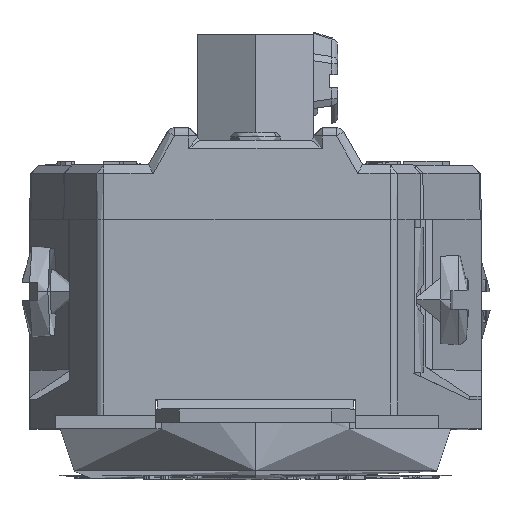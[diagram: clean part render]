
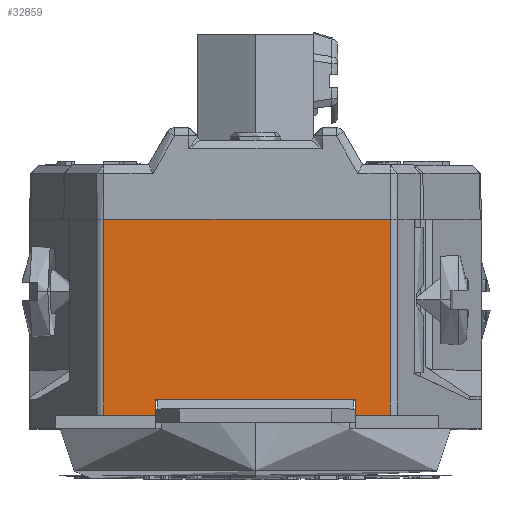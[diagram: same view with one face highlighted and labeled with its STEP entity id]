
A CAD part, top view. The second image highlights one B-rep face of the part: STEP entity #32859.
In plain terms, the highlighted planar face has unit normal (0, 0, 1).
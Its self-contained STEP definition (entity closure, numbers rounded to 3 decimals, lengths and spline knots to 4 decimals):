
#622 = DIRECTION ( 'NONE',  ( 0., 1., 0. ) ) ;
#1431 = VERTEX_POINT ( 'NONE', #15559 ) ;
#2764 = EDGE_CURVE ( 'NONE', #21829, #44422, #5073, .T. ) ;
#3215 = DIRECTION ( 'NONE',  ( 0., -1., 0. ) ) ;
#3519 = CARTESIAN_POINT ( 'NONE',  ( -3.6047, 0.6776, 2.681 ) ) ;
#3690 = EDGE_CURVE ( 'NONE', #44422, #1431, #39034, .T. ) ;
#3898 = AXIS2_PLACEMENT_3D ( 'NONE', #59100, #8287, #53776 ) ;
#5073 = LINE ( 'NONE', #15058, #14220 ) ;
#6013 = VECTOR ( 'NONE', #31309, 39.3701 ) ;
#6977 = VECTOR ( 'NONE', #3215, 39.3701 ) ;
#8287 = DIRECTION ( 'NONE',  ( 0., 0., 1. ) ) ;
#8935 = VECTOR ( 'NONE', #39541, 39.3701 ) ;
#9833 = EDGE_CURVE ( 'NONE', #1431, #19716, #44067, .T. ) ;
#10888 = VERTEX_POINT ( 'NONE', #11437 ) ;
#11062 = VECTOR ( 'NONE', #622, 39.3701 ) ;
#11437 = CARTESIAN_POINT ( 'NONE',  ( -3.3922, 0.0046, 2.681 ) ) ;
#13276 = PLANE ( 'NONE',  #3898 ) ;
#14095 = CARTESIAN_POINT ( 'NONE',  ( -2.5156, -0.1044, 2.681 ) ) ;
#14220 = VECTOR ( 'NONE', #25030, 39.3701 ) ;
#14320 = VERTEX_POINT ( 'NONE', #58922 ) ;
#15058 = CARTESIAN_POINT ( 'NONE',  ( -3.6047, -0.0544, 2.681 ) ) ;
#15559 = CARTESIAN_POINT ( 'NONE',  ( -2.5156, 0.6776, 2.681 ) ) ;
#19716 = VERTEX_POINT ( 'NONE', #21012 ) ;
#20252 = CARTESIAN_POINT ( 'NONE',  ( -2.5156, -0.0544, 2.681 ) ) ;
#20597 = CARTESIAN_POINT ( 'NONE',  ( -2.6472, -0.0544, 2.681 ) ) ;
#21012 = CARTESIAN_POINT ( 'NONE',  ( -3.5868, 0.6776, 2.681 ) ) ;
#21829 = VERTEX_POINT ( 'NONE', #20597 ) ;
#22610 = LINE ( 'NONE', #65133, #8935 ) ;
#23418 = DIRECTION ( 'NONE',  ( 0., 1., 0. ) ) ;
#24303 = CARTESIAN_POINT ( 'NONE',  ( -3.6047, -0.0544, 2.681 ) ) ;
#25030 = DIRECTION ( 'NONE',  ( 1., 0., 0. ) ) ;
#25396 = CARTESIAN_POINT ( 'NONE',  ( -3.3922, -0.0544, 2.681 ) ) ;
#29221 = FACE_OUTER_BOUND ( 'NONE', #51549, .T. ) ;
#30863 = CARTESIAN_POINT ( 'NONE',  ( -3.3922, 0.0046, 2.681 ) ) ;
#30985 = CARTESIAN_POINT ( 'NONE',  ( -3.5868, -0.1044, 2.681 ) ) ;
#31309 = DIRECTION ( 'NONE',  ( 0., -1., 0. ) ) ;
#32859 = ADVANCED_FACE ( 'NONE', ( #29221 ), #13276, .T. ) ;
#33259 = ORIENTED_EDGE ( 'NONE', *, *, #9833, .T. ) ;
#34163 = VECTOR ( 'NONE', #23418, 39.3701 ) ;
#36556 = EDGE_CURVE ( 'NONE', #19716, #14320, #56530, .T. ) ;
#37655 = EDGE_CURVE ( 'NONE', #14320, #60745, #59181, .T. ) ;
#37785 = ORIENTED_EDGE ( 'NONE', *, *, #37655, .T. ) ;
#39034 = LINE ( 'NONE', #14095, #34163 ) ;
#39123 = CARTESIAN_POINT ( 'NONE',  ( -2.6472, 0.0046, 2.681 ) ) ;
#39382 = ORIENTED_EDGE ( 'NONE', *, *, #58891, .T. ) ;
#39541 = DIRECTION ( 'NONE',  ( 1., 0., 0. ) ) ;
#39905 = VECTOR ( 'NONE', #44542, 39.3701 ) ;
#41083 = VECTOR ( 'NONE', #64358, 39.3701 ) ;
#42181 = ORIENTED_EDGE ( 'NONE', *, *, #3690, .T. ) ;
#42813 = ORIENTED_EDGE ( 'NONE', *, *, #59180, .T. ) ;
#43084 = ORIENTED_EDGE ( 'NONE', *, *, #64621, .T. ) ;
#44067 = LINE ( 'NONE', #3519, #41083 ) ;
#44422 = VERTEX_POINT ( 'NONE', #20252 ) ;
#44542 = DIRECTION ( 'NONE',  ( 1., 0., 0. ) ) ;
#45291 = VERTEX_POINT ( 'NONE', #62798 ) ;
#51549 = EDGE_LOOP ( 'NONE', ( #39382, #43084, #52838, #42181, #33259, #57227, #37785, #42813 ) ) ;
#52838 = ORIENTED_EDGE ( 'NONE', *, *, #2764, .T. ) ;
#53776 = DIRECTION ( 'NONE',  ( 1., 0., 0. ) ) ;
#56530 = LINE ( 'NONE', #30985, #6013 ) ;
#57227 = ORIENTED_EDGE ( 'NONE', *, *, #36556, .T. ) ;
#57748 = LINE ( 'NONE', #30863, #11062 ) ;
#58891 = EDGE_CURVE ( 'NONE', #10888, #45291, #22610, .T. ) ;
#58922 = CARTESIAN_POINT ( 'NONE',  ( -3.5868, -0.0544, 2.681 ) ) ;
#59100 = CARTESIAN_POINT ( 'NONE',  ( -3.6047, -0.1044, 2.681 ) ) ;
#59180 = EDGE_CURVE ( 'NONE', #60745, #10888, #57748, .T. ) ;
#59181 = LINE ( 'NONE', #24303, #39905 ) ;
#60745 = VERTEX_POINT ( 'NONE', #25396 ) ;
#62798 = CARTESIAN_POINT ( 'NONE',  ( -2.6472, 0.0046, 2.681 ) ) ;
#64055 = LINE ( 'NONE', #39123, #6977 ) ;
#64358 = DIRECTION ( 'NONE',  ( -1., 0., 0. ) ) ;
#64621 = EDGE_CURVE ( 'NONE', #45291, #21829, #64055, .T. ) ;
#65133 = CARTESIAN_POINT ( 'NONE',  ( -3.6047, 0.0046, 2.681 ) ) ;
